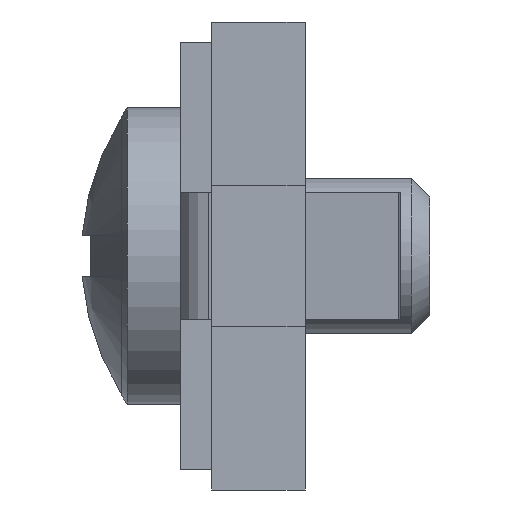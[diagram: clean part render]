
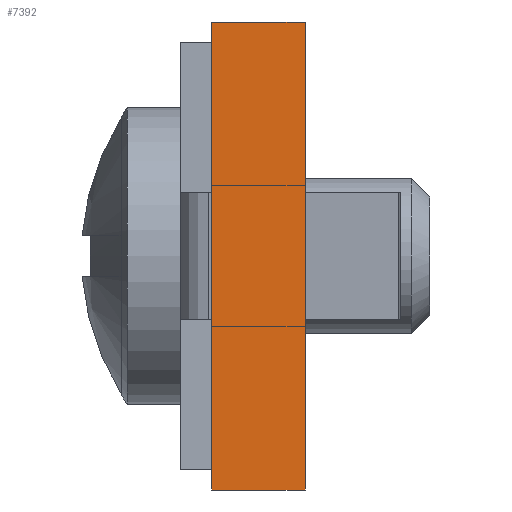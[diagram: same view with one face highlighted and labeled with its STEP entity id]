
A CAD part, left-side view. The second image highlights one B-rep face of the part: STEP entity #7392.
In plain terms, the highlighted planar face has unit normal (-1, 0, 0).
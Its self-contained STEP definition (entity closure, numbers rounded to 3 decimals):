
#7392 = ADVANCED_FACE ( 'NONE', ( #87263 ), #87324, .F. ) ;
#33833 = CARTESIAN_POINT ( 'NONE',  ( 0., -1.5, 0. ) ) ;
#33881 = CARTESIAN_POINT ( 'NONE',  ( 0., -1.5, -15. ) ) ;
#34073 = CARTESIAN_POINT ( 'NONE',  ( 0., 1.5, -15. ) ) ;
#34082 = CARTESIAN_POINT ( 'NONE',  ( 0., 1.5, 0. ) ) ;
#35866 = CARTESIAN_POINT ( 'NONE',  ( 0., -1.5, 0. ) ) ;
#35912 = LINE ( 'NONE', #35866, #77195 ) ;
#35914 = DIRECTION ( 'NONE',  ( 0., 0., -1. ) ) ;
#40552 = ORIENTED_EDGE ( 'NONE', *, *, #45566, .T. ) ;
#40646 = ORIENTED_EDGE ( 'NONE', *, *, #45000, .F. ) ;
#40708 = ORIENTED_EDGE ( 'NONE', *, *, #45603, .T. ) ;
#40734 = ORIENTED_EDGE ( 'NONE', *, *, #45707, .F. ) ;
#45000 = EDGE_CURVE ( 'NONE', #80985, #80979, #35912, .T. ) ;
#45566 = EDGE_CURVE ( 'NONE', #81154, #80979, #89819, .T. ) ;
#45603 = EDGE_CURVE ( 'NONE', #80985, #81222, #90037, .T. ) ;
#45707 = EDGE_CURVE ( 'NONE', #81154, #81222, #90345, .T. ) ;
#74452 = AXIS2_PLACEMENT_3D ( 'NONE', #87282, #87258, #87303 ) ;
#77195 = VECTOR ( 'NONE', #35914, 1000. ) ;
#80979 = VERTEX_POINT ( 'NONE', #33881 ) ;
#80985 = VERTEX_POINT ( 'NONE', #33833 ) ;
#81154 = VERTEX_POINT ( 'NONE', #34073 ) ;
#81222 = VERTEX_POINT ( 'NONE', #34082 ) ;
#83696 = EDGE_LOOP ( 'NONE', ( #40708, #40734, #40552, #40646 ) ) ;
#85376 = VECTOR ( 'NONE', #90022, 1000. ) ;
#85402 = VECTOR ( 'NONE', #89935, 1000. ) ;
#85455 = VECTOR ( 'NONE', #90386, 1000. ) ;
#87258 = DIRECTION ( 'NONE',  ( 1., 0., 0. ) ) ;
#87263 = FACE_OUTER_BOUND ( 'NONE', #83696, .T. ) ;
#87282 = CARTESIAN_POINT ( 'NONE',  ( 0., 1.5, 0. ) ) ;
#87303 = DIRECTION ( 'NONE',  ( 0., 0., -1. ) ) ;
#87324 = PLANE ( 'NONE',  #74452 ) ;
#89819 = LINE ( 'NONE', #89938, #85402 ) ;
#89935 = DIRECTION ( 'NONE',  ( 0., -1., 0. ) ) ;
#89938 = CARTESIAN_POINT ( 'NONE',  ( 0., 1.5, -15. ) ) ;
#90022 = DIRECTION ( 'NONE',  ( 0., 1., 0. ) ) ;
#90037 = LINE ( 'NONE', #90041, #85376 ) ;
#90041 = CARTESIAN_POINT ( 'NONE',  ( 0., 1.5, 0. ) ) ;
#90345 = LINE ( 'NONE', #90363, #85455 ) ;
#90363 = CARTESIAN_POINT ( 'NONE',  ( 0., 1.5, -15. ) ) ;
#90386 = DIRECTION ( 'NONE',  ( 0., 0., 1. ) ) ;
